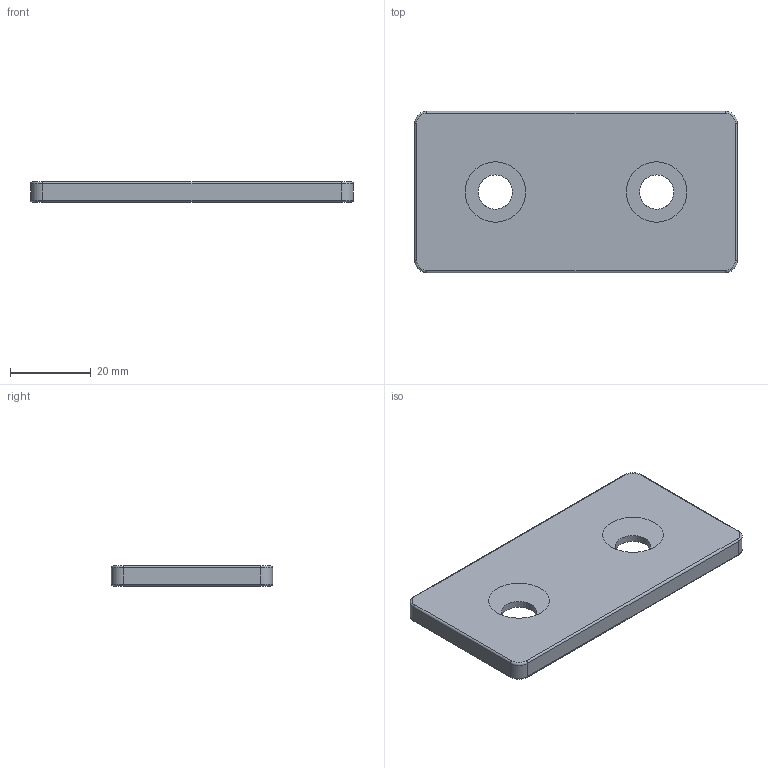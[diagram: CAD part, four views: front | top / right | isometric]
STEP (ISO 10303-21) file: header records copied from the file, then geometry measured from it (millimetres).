
FILE_DESCRIPTION(/* description */ ('KriTec Lasche 8 80x40x5, weißaluminium ähnlich RAL 9006'),/* implementation_level */ '2;1');
FILE_NAME(/* name */ '22488_KriTec_Lasche_8_80x40x5_weißaluminium_ahnlich_RAL_9006.stp',/* time_stamp */ '2023-01-26T13:48:26+01:00',/* author */ ('Nell'),/* organization */ (''),/* preprocessor_version */ 'ST-DEVELOPER v17',/* originating_system */ 'Autodesk Inventor 2018',/* authorisation */ '');
FILE_SCHEMA (('AUTOMOTIVE_DESIGN { 1 0 10303 214 3 1 1 }'));
Length unit declared in the file: millimetre
Products named in the file (1): 22488
Bounding box: 80 x 40 x 5 mm (x, y, z)
Volume: 15014.8 mm3; surface area: 7423.6 mm2
Topology: 1 solids, 1 shells, 30 faces, 70 edges, 42 vertices
Faces by surface type: cylinder 14, torus 8, plane 6, cone 2
Full cylindrical faces by diameter (mm): 8.5 x2
Entity records: 911 total; most frequent: DIRECTION 174, CARTESIAN_POINT 143, ORIENTED_EDGE 140, AXIS2_PLACEMENT_3D 73, EDGE_CURVE 70, CIRCLE 42, VERTEX_POINT 42, EDGE_LOOP 34
